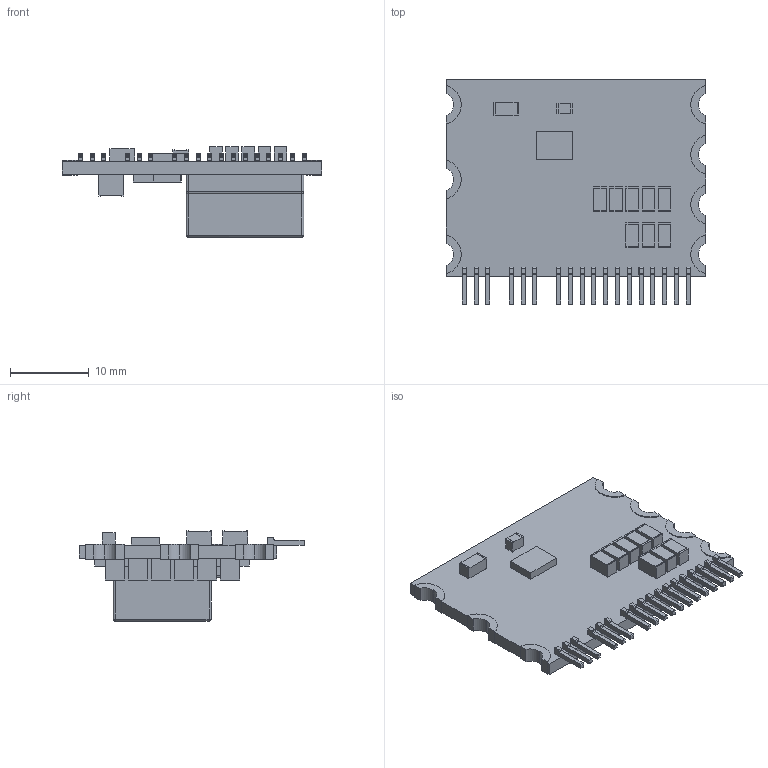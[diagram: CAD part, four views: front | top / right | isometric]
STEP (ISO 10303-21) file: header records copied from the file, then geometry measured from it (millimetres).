
FILE_DESCRIPTION (( 'STEP AP214' ), '1' );
FILE_NAME ('I6A4W020A033V-0S3-R.STEP', '2021-08-24T22:43:39', ( '' ), ( '' ), 'SwSTEP 2.0', 'SolidWorks 2017', '' );
FILE_SCHEMA (( 'AUTOMOTIVE_DESIGN' ));
Length unit declared in the file: millimetre
Products named in the file (1): I6A4W020A033V-0S3-R
Bounding box: 33.02 x 28.73 x 11.51 mm (x, y, z)
Volume: 3271.3 mm3; surface area: 3988.3 mm2
Topology: 47 solids, 47 shells, 817 faces, 2101 edges, 1391 vertices
Faces by surface type: plane 567, cylinder 241, bspline 9
Entity records: 25792 total; most frequent: CARTESIAN_POINT 4484, ORIENTED_EDGE 4192, DIRECTION 4184, EDGE_CURVE 2096, LINE 1606, VECTOR 1606, VERTEX_POINT 1391, AXIS2_PLACEMENT_3D 1289
